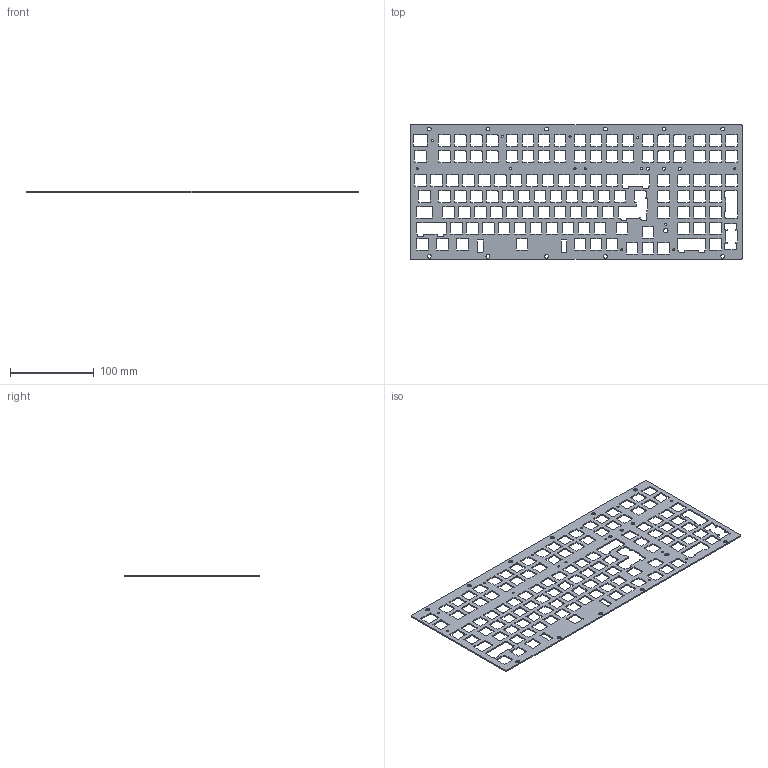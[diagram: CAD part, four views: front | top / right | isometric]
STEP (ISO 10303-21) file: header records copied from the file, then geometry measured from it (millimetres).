
FILE_DESCRIPTION(/* description */ (''),/* implementation_level */ '2;1');
FILE_NAME(/* name */ 'plate.step',/* time_stamp */ '2020-08-03T01:47:27-04:00',/* author */ (''),/* organization */ (''),/* preprocessor_version */ 'ST-DEVELOPER v18.1',/* originating_system */ 'Autodesk Translation Framework v9.3.0.1241',/* authorisation */ '');
FILE_SCHEMA (('AUTOMOTIVE_DESIGN { 1 0 10303 214 3 1 1 }'));
Length unit declared in the file: millimetre
Products named in the file (1): Plate-base
Bounding box: 396 x 161 x 1.5 mm (x, y, z)
Volume: 56068.4 mm3; surface area: 87576.5 mm2
Topology: 1 solids, 1 shells, 1155 faces, 3459 edges, 2306 vertices
Faces by surface type: cylinder 589, plane 566
Full cylindrical faces by diameter (mm): 2.4 x2, 2.5 x12, 4 x3, 4.7 x11, 5.2 x1
Entity records: 39881 total; most frequent: DIRECTION 6949, CARTESIAN_POINT 6921, ORIENTED_EDGE 6918, EDGE_CURVE 3459, AXIS2_PLACEMENT_3D 2334, VERTEX_POINT 2306, LINE 2281, VECTOR 2281
